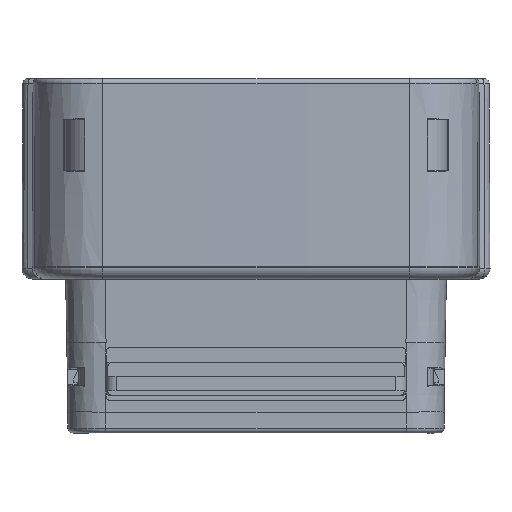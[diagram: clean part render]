
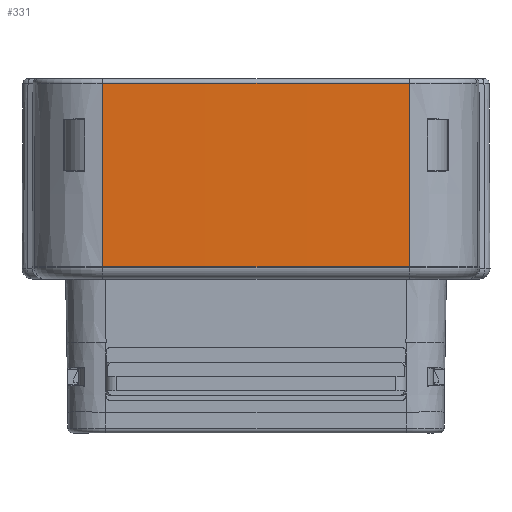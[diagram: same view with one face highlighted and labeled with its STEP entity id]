
A CAD part, front view. The second image highlights one B-rep face of the part: STEP entity #331.
In plain terms, the highlighted conical face has half-angle 0.25 degrees and reference radius 644.431 mm.
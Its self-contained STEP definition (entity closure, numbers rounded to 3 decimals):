
#331=ADVANCED_FACE('',(#1769),#1770,.T.);
#1769=FACE_OUTER_BOUND('',#4817,.T.);
#1770=CONICAL_SURFACE('',#4818,644.431,0.004);
#4817=EDGE_LOOP('',(#10451,#10452,#10453,#10454));
#4818=AXIS2_PLACEMENT_3D('',#10455,#10456,#10457);
#10451=ORIENTED_EDGE('',*,*,#18551,.T.);
#10452=ORIENTED_EDGE('',*,*,#18552,.F.);
#10453=ORIENTED_EDGE('',*,*,#18540,.F.);
#10454=ORIENTED_EDGE('',*,*,#17638,.F.);
#10455=CARTESIAN_POINT('',(0.,633.898,-7.821));
#10456=DIRECTION('',(-0.0,-0.0,-1.0));
#10457=DIRECTION('',(-1.0,0.0,0.0));
#17638=EDGE_CURVE('',#20804,#20835,#20836,.T.);
#18540=EDGE_CURVE('',#20835,#22389,#22390,.T.);
#18551=EDGE_CURVE('',#20804,#22407,#22408,.T.);
#18552=EDGE_CURVE('',#22389,#22407,#22409,.T.);
#20804=VERTEX_POINT('',#25965);
#20835=VERTEX_POINT('',#26020);
#20836=CIRCLE('',#26021,644.473);
#22389=VERTEX_POINT('',#28700);
#22390=LINE('',#28701,#28702);
#22407=VERTEX_POINT('',#28737);
#22408=LINE('',#28738,#28739);
#22409=CIRCLE('',#28740,644.389);
#25965=CARTESIAN_POINT('',(16.,-10.376,-17.395));
#26020=CARTESIAN_POINT('',(-16.,-10.376,-17.395));
#26021=AXIS2_PLACEMENT_3D('',#34976,#34977,#34978);
#28700=CARTESIAN_POINT('',(-15.998,-10.293,1.752));
#28701=CARTESIAN_POINT('',(-16.,-10.376,-17.395));
#28702=VECTOR('',#36198,19.147);
#28737=CARTESIAN_POINT('',(15.998,-10.293,1.752));
#28738=CARTESIAN_POINT('',(16.,-10.376,-17.395));
#28739=VECTOR('',#36215,19.147);
#28740=AXIS2_PLACEMENT_3D('',#36216,#36217,#36218);
#34976=CARTESIAN_POINT('',(0.,633.898,-17.395));
#34977=DIRECTION('',(0.0,0.0,-1.0));
#34978=DIRECTION('',(0.025,-1.,0.0));
#36198=DIRECTION('',(0.,0.004,1.));
#36215=DIRECTION('',(0.,0.004,1.));
#36216=CARTESIAN_POINT('',(0.,633.898,1.752));
#36217=DIRECTION('',(0.0,0.0,1.0));
#36218=DIRECTION('',(-0.025,-1.,0.0));
